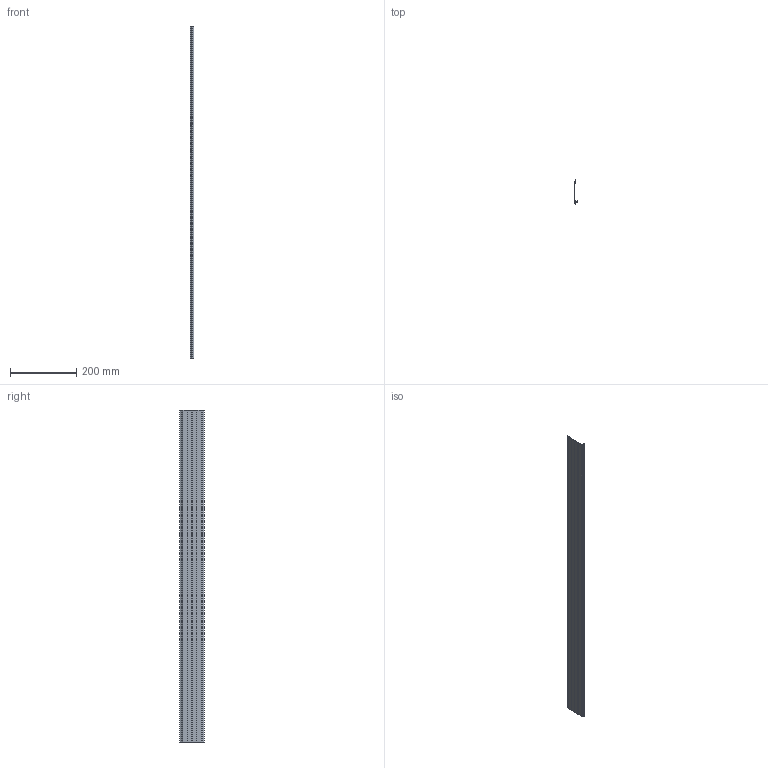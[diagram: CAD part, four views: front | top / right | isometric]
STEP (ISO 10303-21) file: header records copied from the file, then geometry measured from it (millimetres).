
FILE_DESCRIPTION(/* description */ (''),/* implementation_level */ '2;1');
FILE_NAME(/* name */ '10160_KriTec_Kabelkanal_Wandprofil_80.stp',/* time_stamp */ '2015-07-13T09:51:17+02:00',/* author */ ('kostic'),/* organization */ (''),/* preprocessor_version */ 'ST-DEVELOPER v15.2',/* originating_system */ 'Autodesk Inventor 2014',/* authorisation */ '');
FILE_SCHEMA (('CONFIG_CONTROL_DESIGN'));
Length unit declared in the file: millimetre
Products named in the file (1): 10160_KriTec_Kabelkanal_Wandprofil_80
Bounding box: 11.99 x 74 x 1000 mm (x, y, z)
Volume: 204227.6 mm3; surface area: 173693.2 mm2
Topology: 1 solids, 1 shells, 43 faces, 123 edges, 82 vertices
Faces by surface type: plane 26, cylinder 17
Entity records: 1435 total; most frequent: CARTESIAN_POINT 249, ORIENTED_EDGE 246, DIRECTION 245, EDGE_CURVE 123, LINE 89, VECTOR 89, VERTEX_POINT 82, AXIS2_PLACEMENT_3D 78
